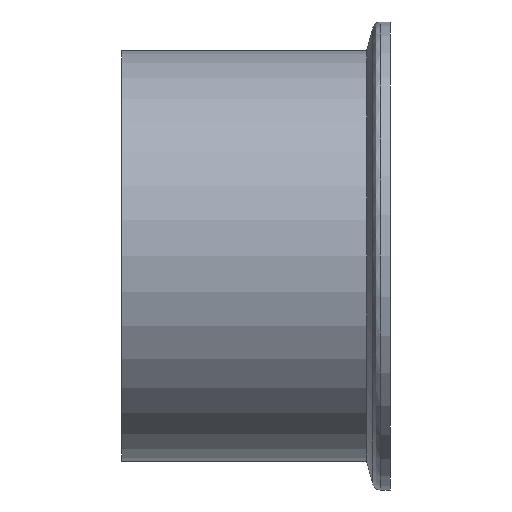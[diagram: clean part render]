
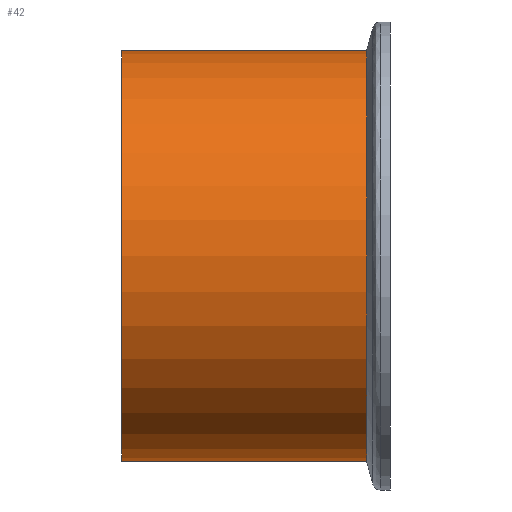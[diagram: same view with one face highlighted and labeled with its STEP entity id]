
A CAD part, front view. The second image highlights one B-rep face of the part: STEP entity #42.
In plain terms, the highlighted cylindrical face has radius 38.15 mm (diameter 76.3 mm), a partial arc.
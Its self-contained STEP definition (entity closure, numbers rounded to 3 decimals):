
#42=ADVANCED_FACE('',(#75),#74,.T.);
#74=CYLINDRICAL_SURFACE('',#189,38.15);
#75=FACE_OUTER_BOUND('',#190,.T.);
#186=CARTESIAN_POINT('',(0.,0.,0.));
#187=DIRECTION('',(1.,0.,0.));
#188=DIRECTION('',(0.,0.,1.));
#189=AXIS2_PLACEMENT_3D('',#186,#187,#188);
#190=EDGE_LOOP('',(#298,#299,#300,#301));
#298=ORIENTED_EDGE('',*,*,#346,.T.);
#299=ORIENTED_EDGE('',*,*,#347,.F.);
#300=ORIENTED_EDGE('',*,*,#343,.F.);
#301=ORIENTED_EDGE('',*,*,#348,.T.);
#343=EDGE_CURVE('',#391,#390,#398,.T.);
#346=EDGE_CURVE('',#418,#419,#420,.T.);
#347=EDGE_CURVE('',#390,#419,#426,.T.);
#348=EDGE_CURVE('',#391,#418,#432,.T.);
#390=VERTEX_POINT('',#540);
#391=VERTEX_POINT('',#541);
#398=CIRCLE('',#549,38.15);
#418=VERTEX_POINT('',#560);
#419=VERTEX_POINT('',#561);
#420=CIRCLE('',#565,38.15);
#426=(BOUNDED_CURVE() B_SPLINE_CURVE(1,(#566,#567),.UNSPECIFIED.,.F.,.F.) B_SPLINE_CURVE_WITH_KNOTS((2,2),(0.083,0.917),.UNSPECIFIED.) CURVE() GEOMETRIC_REPRESENTATION_ITEM() RATIONAL_B_SPLINE_CURVE((1.,1.)) REPRESENTATION_ITEM('') );
#432=(BOUNDED_CURVE() B_SPLINE_CURVE(1,(#568,#569),.UNSPECIFIED.,.F.,.F.) B_SPLINE_CURVE_WITH_KNOTS((2,2),(0.083,0.917),.UNSPECIFIED.) CURVE() GEOMETRIC_REPRESENTATION_ITEM() RATIONAL_B_SPLINE_CURVE((0.75,0.75)) REPRESENTATION_ITEM('') );
#540=CARTESIAN_POINT('',(0.,0.,38.15));
#541=CARTESIAN_POINT('',(0.,0.,-38.15));
#546=CARTESIAN_POINT('',(0.,0.,0.));
#547=DIRECTION('',(-1.,0.,0.));
#548=DIRECTION('',(0.,0.,1.));
#549=AXIS2_PLACEMENT_3D('',#546,#547,#548);
#560=CARTESIAN_POINT('',(45.566,0.,-38.15));
#561=CARTESIAN_POINT('',(45.566,0.,38.15));
#562=CARTESIAN_POINT('',(45.566,0.,0.));
#563=DIRECTION('',(-1.,0.,0.));
#564=DIRECTION('',(0.,0.,1.));
#565=AXIS2_PLACEMENT_3D('',#562,#563,#564);
#566=CARTESIAN_POINT('',(0.,0.,38.15));
#567=CARTESIAN_POINT('',(45.566,0.,38.15));
#568=CARTESIAN_POINT('',(0.,0.,-38.15));
#569=CARTESIAN_POINT('',(45.566,0.,-38.15));
